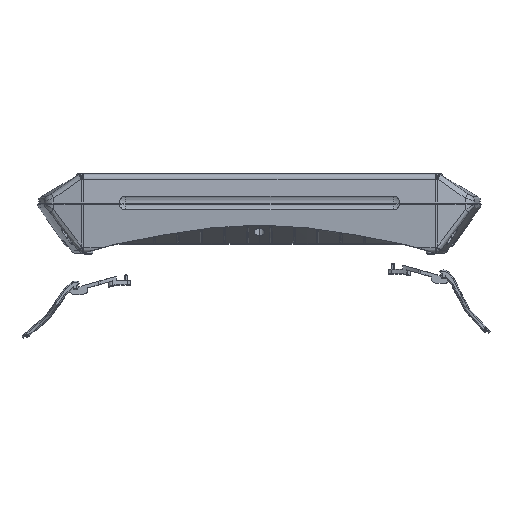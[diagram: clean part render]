
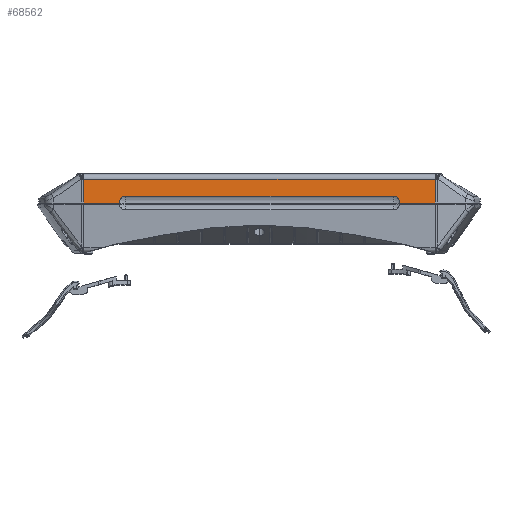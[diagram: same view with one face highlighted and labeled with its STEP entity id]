
A CAD part, top view. The second image highlights one B-rep face of the part: STEP entity #68562.
In plain terms, the highlighted planar face has unit normal (0, 0.052, 0.999).
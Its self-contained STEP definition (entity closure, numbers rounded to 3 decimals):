
#2202 = AXIS2_PLACEMENT_3D ( 'NONE', #18862, #18878, #18881 ) ;
#18855 = PLANE ( 'NONE',  #2202 ) ;
#18862 = CARTESIAN_POINT ( 'NONE',  ( 0., 0., 58.5 ) ) ;
#18871 = FACE_OUTER_BOUND ( 'NONE', #62692, .T. ) ;
#18878 = DIRECTION ( 'NONE',  ( 0., 0.052, 0.999 ) ) ;
#18881 = DIRECTION ( 'NONE',  ( 0., -0.999, 0.052 ) ) ;
#28215 = VECTOR ( 'NONE', #43657, 1000. ) ;
#28240 = VECTOR ( 'NONE', #43823, 1000. ) ;
#28252 = VECTOR ( 'NONE', #43780, 1000. ) ;
#28261 = VECTOR ( 'NONE', #43792, 1000. ) ;
#28265 = VECTOR ( 'NONE', #43795, 1000. ) ;
#28267 = VECTOR ( 'NONE', #43798, 1000. ) ;
#28269 = VECTOR ( 'NONE', #43802, 1000. ) ;
#28271 = VECTOR ( 'NONE', #43844, 1000. ) ;
#32294 = CARTESIAN_POINT ( 'NONE',  ( -150.826, 0., 58.5 ) ) ;
#32326 = CARTESIAN_POINT ( 'NONE',  ( -120.05, 0., 58.5 ) ) ;
#32337 = CARTESIAN_POINT ( 'NONE',  ( -120.05, 1.127, 58.441 ) ) ;
#32338 = CARTESIAN_POINT ( 'NONE',  ( 150.826, 0., 58.5 ) ) ;
#32339 = CARTESIAN_POINT ( 'NONE',  ( -150.733, 20.262, 57.438 ) ) ;
#32341 = CARTESIAN_POINT ( 'NONE',  ( 120.05, 0., 58.5 ) ) ;
#32346 = CARTESIAN_POINT ( 'NONE',  ( 114.782, 5.84, 58.194 ) ) ;
#32365 = CARTESIAN_POINT ( 'NONE',  ( -114.782, 5.84, 58.194 ) ) ;
#32366 = CARTESIAN_POINT ( 'NONE',  ( 120.05, 1.127, 58.441 ) ) ;
#32826 = CARTESIAN_POINT ( 'NONE',  ( 150.733, 20.262, 57.438 ) ) ;
#43647 = LINE ( 'NONE', #43655, #28215 ) ;
#43655 = CARTESIAN_POINT ( 'NONE',  ( 0., 0., 58.5 ) ) ;
#43657 = DIRECTION ( 'NONE',  ( 1., 0., 0. ) ) ;
#43778 = LINE ( 'NONE', #43779, #28252 ) ;
#43779 = CARTESIAN_POINT ( 'NONE',  ( 0., 0., 58.5 ) ) ;
#43780 = DIRECTION ( 'NONE',  ( 1., 0., 0. ) ) ;
#43781 = LINE ( 'NONE', #43782, #28261 ) ;
#43782 = CARTESIAN_POINT ( 'NONE',  ( 150.823, 0.69, 58.464 ) ) ;
#43787 = CARTESIAN_POINT ( 'NONE',  ( -115.428, 5.81, 58.195 ) ) ;
#43792 = DIRECTION ( 'NONE',  ( -0.005, 0.999, -0.052 ) ) ;
#43793 = LINE ( 'NONE', #43794, #28265 ) ;
#43794 = CARTESIAN_POINT ( 'NONE',  ( -149.622, 20.262, 57.438 ) ) ;
#43795 = DIRECTION ( 'NONE',  ( -1., 0., 0. ) ) ;
#43796 = LINE ( 'NONE', #43797, #28267 ) ;
#43797 = CARTESIAN_POINT ( 'NONE',  ( -150.823, 0.69, 58.464 ) ) ;
#43798 = DIRECTION ( 'NONE',  ( -0.005, -0.999, 0.052 ) ) ;
#43799 = LINE ( 'NONE', #43801, #28269 ) ;
#43800 = CARTESIAN_POINT ( 'NONE',  ( -115.108, 5.84, 58.194 ) ) ;
#43801 = CARTESIAN_POINT ( 'NONE',  ( -120.05, 0., 58.5 ) ) ;
#43802 = DIRECTION ( 'NONE',  ( 0., -0.999, 0.052 ) ) ;
#43803 = LINE ( 'NONE', #43820, #28240 ) ;
#43804 = CARTESIAN_POINT ( 'NONE',  ( -114.782, 5.84, 58.194 ) ) ;
#43805 = CARTESIAN_POINT ( 'NONE',  ( -116.06, 5.694, 58.202 ) ) ;
#43806 = CARTESIAN_POINT ( 'NONE',  ( -116.373, 5.607, 58.206 ) ) ;
#43807 = CARTESIAN_POINT ( 'NONE',  ( -116.979, 5.376, 58.218 ) ) ;
#43808 = CARTESIAN_POINT ( 'NONE',  ( -117.267, 5.234, 58.226 ) ) ;
#43809 = CARTESIAN_POINT ( 'NONE',  ( -117.816, 4.901, 58.243 ) ) ;
#43810 = CARTESIAN_POINT ( 'NONE',  ( -118.079, 4.706, 58.253 ) ) ;
#43811 = CARTESIAN_POINT ( 'NONE',  ( -118.56, 4.276, 58.276 ) ) ;
#43812 = CARTESIAN_POINT ( 'NONE',  ( -118.779, 4.042, 58.288 ) ) ;
#43813 = CARTESIAN_POINT ( 'NONE',  ( -119.173, 3.534, 58.315 ) ) ;
#43814 = CARTESIAN_POINT ( 'NONE',  ( -119.349, 3.257, 58.329 ) ) ;
#43815 = CARTESIAN_POINT ( 'NONE',  ( -119.644, 2.685, 58.359 ) ) ;
#43816 = CARTESIAN_POINT ( 'NONE',  ( -119.764, 2.388, 58.375 ) ) ;
#43817 = CARTESIAN_POINT ( 'NONE',  ( -119.95, 1.771, 58.407 ) ) ;
#43818 = CARTESIAN_POINT ( 'NONE',  ( -120.015, 1.451, 58.424 ) ) ;
#43819 = CARTESIAN_POINT ( 'NONE',  ( -120.05, 1.127, 58.441 ) ) ;
#43820 = CARTESIAN_POINT ( 'NONE',  ( -114.782, 5.84, 58.194 ) ) ;
#43821 = CARTESIAN_POINT ( 'NONE',  ( 119.951, 1.766, 58.407 ) ) ;
#43822 = CARTESIAN_POINT ( 'NONE',  ( 120.015, 1.451, 58.424 ) ) ;
#43823 = DIRECTION ( 'NONE',  ( -1., 0., 0. ) ) ;
#43824 = LINE ( 'NONE', #43841, #28271 ) ;
#43825 = CARTESIAN_POINT ( 'NONE',  ( 120.05, 1.127, 58.441 ) ) ;
#43826 = CARTESIAN_POINT ( 'NONE',  ( 119.767, 2.38, 58.375 ) ) ;
#43827 = CARTESIAN_POINT ( 'NONE',  ( 119.646, 2.681, 58.359 ) ) ;
#43828 = CARTESIAN_POINT ( 'NONE',  ( 119.349, 3.257, 58.329 ) ) ;
#43829 = CARTESIAN_POINT ( 'NONE',  ( 119.177, 3.528, 58.315 ) ) ;
#43830 = CARTESIAN_POINT ( 'NONE',  ( 118.784, 4.036, 58.288 ) ) ;
#43831 = CARTESIAN_POINT ( 'NONE',  ( 118.561, 4.275, 58.276 ) ) ;
#43832 = CARTESIAN_POINT ( 'NONE',  ( 118.08, 4.705, 58.253 ) ) ;
#43833 = CARTESIAN_POINT ( 'NONE',  ( 117.822, 4.896, 58.243 ) ) ;
#43834 = CARTESIAN_POINT ( 'NONE',  ( 117.273, 5.231, 58.226 ) ) ;
#43835 = CARTESIAN_POINT ( 'NONE',  ( 116.979, 5.376, 58.218 ) ) ;
#43836 = CARTESIAN_POINT ( 'NONE',  ( 116.377, 5.605, 58.206 ) ) ;
#43837 = CARTESIAN_POINT ( 'NONE',  ( 116.068, 5.692, 58.202 ) ) ;
#43838 = CARTESIAN_POINT ( 'NONE',  ( 115.434, 5.81, 58.196 ) ) ;
#43839 = CARTESIAN_POINT ( 'NONE',  ( 115.108, 5.84, 58.194 ) ) ;
#43840 = CARTESIAN_POINT ( 'NONE',  ( 114.782, 5.84, 58.194 ) ) ;
#43841 = CARTESIAN_POINT ( 'NONE',  ( 120.05, 0., 58.5 ) ) ;
#43844 = DIRECTION ( 'NONE',  ( 0., 0.999, -0.052 ) ) ;
#62692 = EDGE_LOOP ( 'NONE', ( #72392, #72393, #72394, #72395, #72396, #72397, #72398, #72399, #72400, #72401 ) ) ;
#68562 = ADVANCED_FACE ( 'NONE', ( #18871 ), #18855, .T. ) ;
#70474 = EDGE_CURVE ( 'NONE', #79782, #79842, #43647, .T. ) ;
#70520 = EDGE_CURVE ( 'NONE', #79870, #79864, #43778, .T. ) ;
#70529 = EDGE_CURVE ( 'NONE', #79864, #84237, #43781, .T. ) ;
#70530 = EDGE_CURVE ( 'NONE', #84237, #79866, #43793, .T. ) ;
#70533 = EDGE_CURVE ( 'NONE', #79866, #79782, #43796, .T. ) ;
#70535 = EDGE_CURVE ( 'NONE', #79862, #79842, #43799, .T. ) ;
#70537 = EDGE_CURVE ( 'NONE', #79911, #79862, #97795, .T. ) ;
#70540 = EDGE_CURVE ( 'NONE', #79878, #79911, #43803, .T. ) ;
#70542 = EDGE_CURVE ( 'NONE', #79913, #79878, #97797, .T. ) ;
#70544 = EDGE_CURVE ( 'NONE', #79870, #79913, #43824, .T. ) ;
#72392 = ORIENTED_EDGE ( 'NONE', *, *, #70529, .T. ) ;
#72393 = ORIENTED_EDGE ( 'NONE', *, *, #70530, .T. ) ;
#72394 = ORIENTED_EDGE ( 'NONE', *, *, #70533, .T. ) ;
#72395 = ORIENTED_EDGE ( 'NONE', *, *, #70474, .T. ) ;
#72396 = ORIENTED_EDGE ( 'NONE', *, *, #70535, .F. ) ;
#72397 = ORIENTED_EDGE ( 'NONE', *, *, #70537, .F. ) ;
#72398 = ORIENTED_EDGE ( 'NONE', *, *, #70540, .F. ) ;
#72399 = ORIENTED_EDGE ( 'NONE', *, *, #70542, .F. ) ;
#72400 = ORIENTED_EDGE ( 'NONE', *, *, #70544, .F. ) ;
#72401 = ORIENTED_EDGE ( 'NONE', *, *, #70520, .T. ) ;
#79782 = VERTEX_POINT ( 'NONE', #32294 ) ;
#79842 = VERTEX_POINT ( 'NONE', #32326 ) ;
#79862 = VERTEX_POINT ( 'NONE', #32337 ) ;
#79864 = VERTEX_POINT ( 'NONE', #32338 ) ;
#79866 = VERTEX_POINT ( 'NONE', #32339 ) ;
#79870 = VERTEX_POINT ( 'NONE', #32341 ) ;
#79878 = VERTEX_POINT ( 'NONE', #32346 ) ;
#79911 = VERTEX_POINT ( 'NONE', #32365 ) ;
#79913 = VERTEX_POINT ( 'NONE', #32366 ) ;
#84237 = VERTEX_POINT ( 'NONE', #32826 ) ;
#97795 = B_SPLINE_CURVE_WITH_KNOTS ( 'NONE', 3,
 ( #43804, #43800, #43787, #43805, #43806, #43807, #43808, #43809, #43810, #43811, #43812, #43813, #43814, #43815, #43816, #43817, #43818, #43819 ),
 .UNSPECIFIED., .F., .F.,
 ( 4, 2, 2, 2, 2, 2, 2, 2, 4 ),
 ( 0., 0.001, 0.002, 0.003, 0.004, 0.005, 0.006, 0.007, 0.008 ),
 .UNSPECIFIED. ) ;
#97797 = B_SPLINE_CURVE_WITH_KNOTS ( 'NONE', 3,
 ( #43825, #43822, #43821, #43826, #43827, #43828, #43829, #43830, #43831, #43832, #43833, #43834, #43835, #43836, #43837, #43838, #43839, #43840 ),
 .UNSPECIFIED., .F., .F.,
 ( 4, 2, 2, 2, 2, 2, 2, 2, 4 ),
 ( 0., 0.001, 0.002, 0.003, 0.004, 0.005, 0.006, 0.007, 0.008 ),
 .UNSPECIFIED. ) ;
